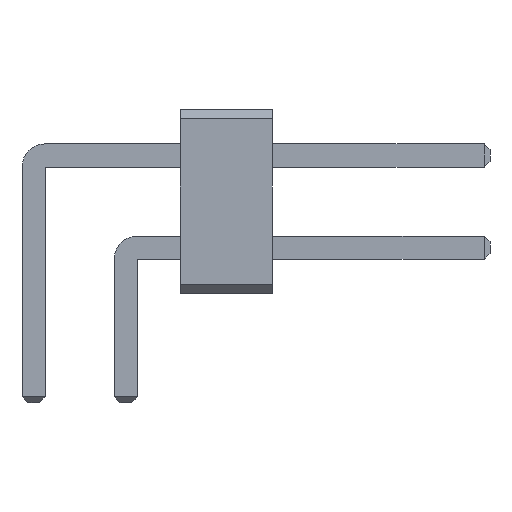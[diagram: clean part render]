
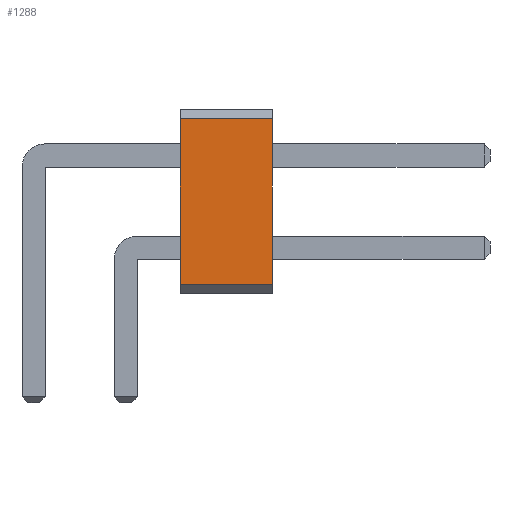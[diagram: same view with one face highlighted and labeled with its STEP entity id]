
A CAD part, front view. The second image highlights one B-rep face of the part: STEP entity #1288.
In plain terms, the highlighted planar face has unit normal (0, -1, 0).
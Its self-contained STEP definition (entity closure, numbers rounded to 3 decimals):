
#13=DIRECTION('',(0.,0.,1.));
#27=VECTOR('',#28,1.);
#28=DIRECTION('',(1.,0.,0.));
#57=DIRECTION('',(0.,-1.,0.));
#1275=VERTEX_POINT('',#1276);
#1276=CARTESIAN_POINT('',(6.58,-54.61,0.254));
#1279=EDGE_CURVE('',#1280,#1275,#1282,.T.);
#1280=VERTEX_POINT('',#1281);
#1281=CARTESIAN_POINT('',(4.04,-54.61,0.254));
#1282=LINE('',#1281,#27);
#1288=ADVANCED_FACE('',(#1289),#1306,.T.);
#1289=FACE_BOUND('',#1290,.T.);
#1290=EDGE_LOOP('',(#1291,#1292,#1298,#1303));
#1291=ORIENTED_EDGE('',*,*,#1279,.T.);
#1292=ORIENTED_EDGE('',*,*,#1293,.T.);
#1293=EDGE_CURVE('',#1275,#1294,#1296,.T.);
#1294=VERTEX_POINT('',#1295);
#1295=CARTESIAN_POINT('',(6.58,-54.61,4.826));
#1296=LINE('',#1276,#1297);
#1297=VECTOR('',#13,1.);
#1298=ORIENTED_EDGE('',*,*,#1299,.F.);
#1299=EDGE_CURVE('',#1300,#1294,#1302,.T.);
#1300=VERTEX_POINT('',#1301);
#1301=CARTESIAN_POINT('',(4.04,-54.61,4.826));
#1302=LINE('',#1301,#27);
#1303=ORIENTED_EDGE('',*,*,#1304,.F.);
#1304=EDGE_CURVE('',#1280,#1300,#1305,.T.);
#1305=LINE('',#1281,#1297);
#1306=PLANE('',#1307);
#1307=AXIS2_PLACEMENT_3D('',#1281,#57,#13);
